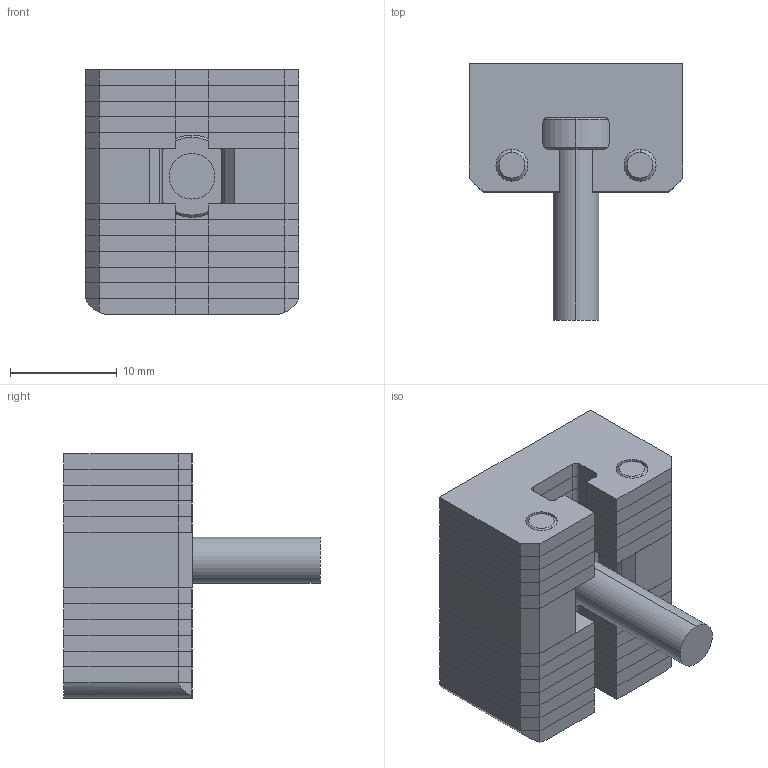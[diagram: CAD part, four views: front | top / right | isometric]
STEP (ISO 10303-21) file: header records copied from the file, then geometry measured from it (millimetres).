
FILE_DESCRIPTION (( 'STEP AP203' ), '1' );
FILE_NAME ('c1dd.STEP', '2025-06-03T06:55:07', ( '' ), ( '' ), 'SwSTEP 2.0', 'SolidWorks 2019', '' );
FILE_SCHEMA (( 'CONFIG_CONTROL_DESIGN' ));
Length unit declared in the file: millimetre
Products named in the file (6): Lamela 4915d93a556cbde55a2fd575df2514fc; Pin_20 4915d93a556cbde55a2fd575df2514fc; Bolt 4915d93a556cbde55a2fd575df2514fc; Lamela_Radius 4915d93a556cbde55a2fd575df2514fc; c1dd; Lamellar_Gas_Vent_ISGL20C 4915d93a556cbde55a2fd575df2514fc
Assembly tree (15 placements, depth 2):
  c1dd
    Lamellar_Gas_Vent_ISGL20C 4915d93a556cbde55a2fd575df2514fc
    Bolt 4915d93a556cbde55a2fd575df2514fc
    Lamela 4915d93a556cbde55a2fd575df2514fc  x10
    Lamela_Radius 4915d93a556cbde55a2fd575df2514fc
    Pin_20 4915d93a556cbde55a2fd575df2514fc  x2
Bounding box: 20 x 24 x 22.96 mm (x, y, z)
Volume: 4997.4 mm3; surface area: 8116.8 mm2
Topology: 16 solids, 16 shells, 342 faces, 915 edges, 606 vertices
Faces by surface type: plane 213, cylinder 117, cone 12
Entity records: 4603 total; most frequent: DIRECTION 671, CARTESIAN_POINT 651, ORIENTED_EDGE 614, EDGE_CURVE 307, AXIS2_PLACEMENT_3D 230, LINE 211, VECTOR 211, VERTEX_POINT 202
